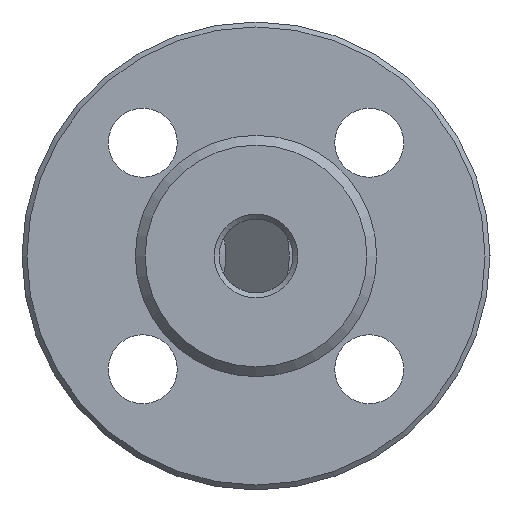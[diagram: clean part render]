
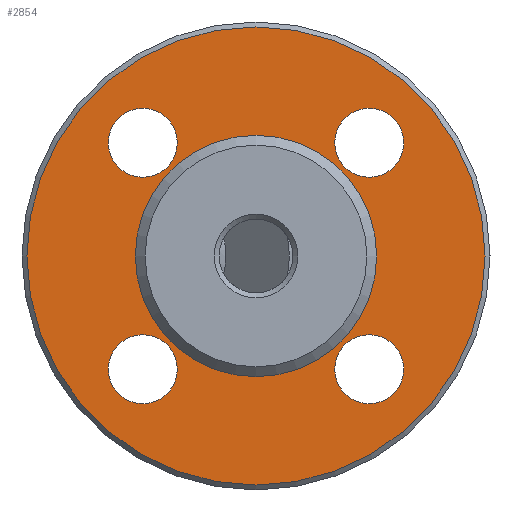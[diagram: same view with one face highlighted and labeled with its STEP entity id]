
A CAD part, left-side view. The second image highlights one B-rep face of the part: STEP entity #2854.
In plain terms, the highlighted planar face has unit normal (-1, 0, 0).
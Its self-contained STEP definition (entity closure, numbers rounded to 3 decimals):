
#65=FACE_BOUND('',#529,.T.);
#66=FACE_BOUND('',#530,.T.);
#67=FACE_BOUND('',#531,.T.);
#68=FACE_BOUND('',#532,.T.);
#69=FACE_BOUND('',#533,.T.);
#216=PLANE('',#3116);
#354=FACE_OUTER_BOUND('',#528,.T.);
#528=EDGE_LOOP('',(#2460));
#529=EDGE_LOOP('',(#2461));
#530=EDGE_LOOP('',(#2462));
#531=EDGE_LOOP('',(#2463));
#532=EDGE_LOOP('',(#2464));
#533=EDGE_LOOP('',(#2465));
#1075=CIRCLE('',#3115,46.5);
#1076=CIRCLE('',#3117,24.5);
#1077=CIRCLE('',#3118,7.);
#1078=CIRCLE('',#3119,7.);
#1079=CIRCLE('',#3120,7.);
#1080=CIRCLE('',#3121,7.);
#1339=VERTEX_POINT('',#6201);
#1340=VERTEX_POINT('',#6205);
#1341=VERTEX_POINT('',#6207);
#1342=VERTEX_POINT('',#6209);
#1343=VERTEX_POINT('',#6211);
#1344=VERTEX_POINT('',#6213);
#1718=EDGE_CURVE('',#1339,#1339,#1075,.T.);
#1719=EDGE_CURVE('',#1340,#1340,#1076,.T.);
#1720=EDGE_CURVE('',#1341,#1341,#1077,.T.);
#1721=EDGE_CURVE('',#1342,#1342,#1078,.T.);
#1722=EDGE_CURVE('',#1343,#1343,#1079,.T.);
#1723=EDGE_CURVE('',#1344,#1344,#1080,.T.);
#2460=ORIENTED_EDGE('',*,*,#1718,.T.);
#2461=ORIENTED_EDGE('',*,*,#1719,.T.);
#2462=ORIENTED_EDGE('',*,*,#1720,.T.);
#2463=ORIENTED_EDGE('',*,*,#1721,.T.);
#2464=ORIENTED_EDGE('',*,*,#1722,.T.);
#2465=ORIENTED_EDGE('',*,*,#1723,.T.);
#2854=ADVANCED_FACE('',(#354,#65,#66,#67,#68,#69),#216,.T.);
#3115=AXIS2_PLACEMENT_3D('',#6203,#3755,#3756);
#3116=AXIS2_PLACEMENT_3D('',#6204,#3757,#3758);
#3117=AXIS2_PLACEMENT_3D('',#6206,#3759,#3760);
#3118=AXIS2_PLACEMENT_3D('',#6208,#3761,#3762);
#3119=AXIS2_PLACEMENT_3D('',#6210,#3763,#3764);
#3120=AXIS2_PLACEMENT_3D('',#6212,#3765,#3766);
#3121=AXIS2_PLACEMENT_3D('',#6214,#3767,#3768);
#3755=DIRECTION('center_axis',(-1.,0.,0.));
#3756=DIRECTION('ref_axis',(0.,0.,-1.));
#3757=DIRECTION('center_axis',(-1.,0.,0.));
#3758=DIRECTION('ref_axis',(0.,0.,1.));
#3759=DIRECTION('center_axis',(1.,0.,0.));
#3760=DIRECTION('ref_axis',(0.,-1.,0.));
#3761=DIRECTION('center_axis',(1.,0.,0.));
#3762=DIRECTION('ref_axis',(0.,0.,-1.));
#3763=DIRECTION('center_axis',(1.,0.,0.));
#3764=DIRECTION('ref_axis',(0.,0.,-1.));
#3765=DIRECTION('center_axis',(1.,0.,0.));
#3766=DIRECTION('ref_axis',(0.,0.,-1.));
#3767=DIRECTION('center_axis',(1.,0.,0.));
#3768=DIRECTION('ref_axis',(0.,0.,-1.));
#6201=CARTESIAN_POINT('',(-146.,0.,46.5));
#6203=CARTESIAN_POINT('Origin',(-146.,0.,0.));
#6204=CARTESIAN_POINT('Origin',(-146.,0.,0.));
#6205=CARTESIAN_POINT('',(-146.,24.5,0.));
#6206=CARTESIAN_POINT('Origin',(-146.,0.,0.));
#6207=CARTESIAN_POINT('',(-146.,-22.981,-15.981));
#6208=CARTESIAN_POINT('Origin',(-146.,-22.981,-22.981));
#6209=CARTESIAN_POINT('',(-146.,22.981,-15.981));
#6210=CARTESIAN_POINT('Origin',(-146.,22.981,-22.981));
#6211=CARTESIAN_POINT('',(-146.,22.981,29.981));
#6212=CARTESIAN_POINT('Origin',(-146.,22.981,22.981));
#6213=CARTESIAN_POINT('',(-146.,-22.981,29.981));
#6214=CARTESIAN_POINT('Origin',(-146.,-22.981,22.981));
